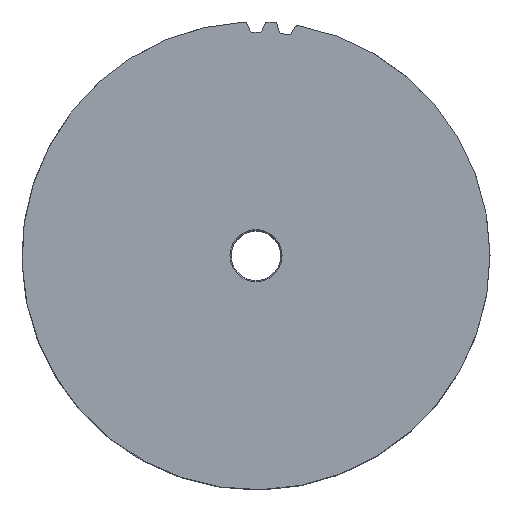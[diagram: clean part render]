
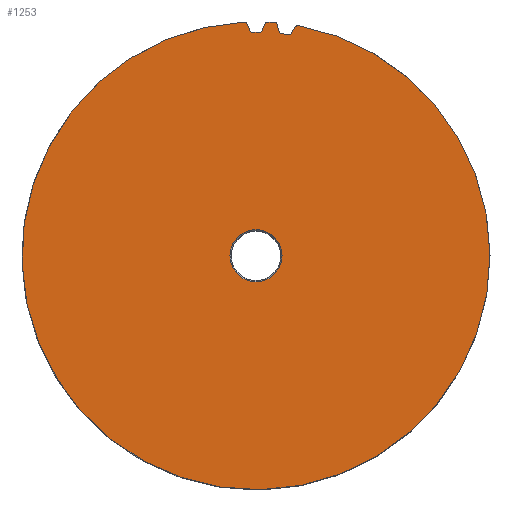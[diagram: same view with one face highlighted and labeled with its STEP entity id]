
A CAD part, top view. The second image highlights one B-rep face of the part: STEP entity #1253.
In plain terms, the highlighted planar face has unit normal (0, 0, 1).
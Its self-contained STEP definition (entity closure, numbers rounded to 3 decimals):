
#169=CARTESIAN_POINT('',(0.,0.,27.5));
#170=DIRECTION('',(0.,0.,1.));
#171=DIRECTION('',(-0.05,0.999,0.));
#172=AXIS2_PLACEMENT_3D('',#169,#170,#171);
#212=CARTESIAN_POINT('',(0.,0.,27.5));
#213=DIRECTION('',(0.,0.,1.));
#214=DIRECTION('',(0.081,0.997,0.));
#215=AXIS2_PLACEMENT_3D('',#212,#213,#214);
#408=CARTESIAN_POINT('',(8.18,72.225,27.5));
#409=DIRECTION('',(0.,0.,1.));
#410=DIRECTION('',(-0.954,-0.301,0.));
#411=AXIS2_PLACEMENT_3D('',#408,#409,#410);
#413=DIRECTION('',(0.991,-0.131,0.));
#414=VECTOR('',#413,2.636);
#415=CARTESIAN_POINT('',(8.101,71.63,27.5));
#416=LINE('',#415,#414);
#417=CARTESIAN_POINT('',(10.792,71.881,27.5));
#418=DIRECTION('',(0.,0.,1.));
#419=DIRECTION('',(-0.131,-0.991,0.));
#420=AXIS2_PLACEMENT_3D('',#417,#418,#419);
#422=DIRECTION('',(0.537,0.843,0.));
#423=VECTOR('',#422,2.756);
#424=CARTESIAN_POINT('',(11.299,71.559,27.5));
#425=LINE('',#424,#423);
#426=CARTESIAN_POINT('',(13.454,73.453,27.5));
#427=DIRECTION('',(0.,0.,1.));
#428=DIRECTION('',(0.18,0.984,0.));
#429=AXIS2_PLACEMENT_3D('',#426,#427,#428);
#431=CARTESIAN_POINT('',(-3.751,74.581,27.5));
#432=DIRECTION('',(0.,0.,1.));
#433=DIRECTION('',(0.906,0.423,0.));
#434=AXIS2_PLACEMENT_3D('',#431,#432,#433);
#436=DIRECTION('',(0.423,-0.906,0.));
#437=VECTOR('',#436,2.756);
#438=CARTESIAN_POINT('',(-3.026,74.919,27.5));
#439=LINE('',#438,#437);
#440=CARTESIAN_POINT('',(-1.318,72.675,27.5));
#441=DIRECTION('',(0.,0.,1.));
#442=DIRECTION('',(-0.906,-0.423,0.));
#443=AXIS2_PLACEMENT_3D('',#440,#441,#442);
#445=DIRECTION('',(1.,0.,0.));
#446=VECTOR('',#445,2.636);
#447=CARTESIAN_POINT('',(-1.318,72.075,27.5));
#448=LINE('',#447,#446);
#449=CARTESIAN_POINT('',(1.318,72.675,27.5));
#450=DIRECTION('',(0.,0.,1.));
#451=DIRECTION('',(0.,-1.,0.));
#452=AXIS2_PLACEMENT_3D('',#449,#450,#451);
#454=DIRECTION('',(0.423,0.906,0.));
#455=VECTOR('',#454,2.756);
#456=CARTESIAN_POINT('',(1.862,72.421,27.5));
#457=LINE('',#456,#455);
#458=CARTESIAN_POINT('',(3.751,74.581,27.5));
#459=DIRECTION('',(0.,0.,1.));
#460=DIRECTION('',(0.05,0.999,0.));
#461=AXIS2_PLACEMENT_3D('',#458,#459,#460);
#463=CARTESIAN_POINT('',(6.016,74.432,27.5));
#464=DIRECTION('',(0.,0.,1.));
#465=DIRECTION('',(0.954,0.301,0.));
#466=AXIS2_PLACEMENT_3D('',#463,#464,#465);
#468=DIRECTION('',(0.301,-0.954,0.));
#469=VECTOR('',#468,2.756);
#470=CARTESIAN_POINT('',(6.779,74.673,27.5));
#471=LINE('',#470,#469);
#548=CARTESIAN_POINT('',(0.,0.,27.5));
#549=DIRECTION('',(0.,0.,1.));
#550=DIRECTION('',(1.,0.,0.));
#551=AXIS2_PLACEMENT_3D('',#548,#549,#550);
#566=CARTESIAN_POINT('',(0.,0.,27.5));
#567=DIRECTION('',(0.,0.,1.));
#568=DIRECTION('',(-1.,0.,0.));
#569=AXIS2_PLACEMENT_3D('',#566,#567,#568);
#638=CARTESIAN_POINT('',(-1.862,72.421,27.5));
#639=CARTESIAN_POINT('',(-1.318,72.075,27.5));
#640=VERTEX_POINT('',#638);
#641=VERTEX_POINT('',#639);
#642=CARTESIAN_POINT('',(1.318,72.075,27.5));
#643=VERTEX_POINT('',#642);
#644=CARTESIAN_POINT('',(1.862,72.421,27.5));
#645=VERTEX_POINT('',#644);
#646=CARTESIAN_POINT('',(3.026,74.919,27.5));
#647=VERTEX_POINT('',#646);
#648=CARTESIAN_POINT('',(3.791,75.38,27.5));
#649=VERTEX_POINT('',#648);
#650=CARTESIAN_POINT('',(-3.026,74.919,27.5));
#651=CARTESIAN_POINT('',(-3.791,75.38,27.5));
#652=VERTEX_POINT('',#650);
#653=VERTEX_POINT('',#651);
#670=CARTESIAN_POINT('',(7.607,72.045,27.5));
#671=CARTESIAN_POINT('',(8.101,71.63,27.5));
#672=VERTEX_POINT('',#670);
#673=VERTEX_POINT('',#671);
#674=CARTESIAN_POINT('',(10.714,71.286,27.5));
#675=VERTEX_POINT('',#674);
#676=CARTESIAN_POINT('',(11.299,71.559,27.5));
#677=VERTEX_POINT('',#676);
#678=CARTESIAN_POINT('',(12.779,73.883,27.5));
#679=VERTEX_POINT('',#678);
#680=CARTESIAN_POINT('',(13.598,74.24,27.5));
#681=VERTEX_POINT('',#680);
#682=CARTESIAN_POINT('',(6.779,74.673,27.5));
#683=CARTESIAN_POINT('',(6.08,75.23,27.5));
#684=VERTEX_POINT('',#682);
#685=VERTEX_POINT('',#683);
#686=CARTESIAN_POINT('',(-8.4,0.,27.5));
#687=CARTESIAN_POINT('',(8.4,0.,27.5));
#688=VERTEX_POINT('',#686);
#689=VERTEX_POINT('',#687);
#1218=CARTESIAN_POINT('',(0.,0.,27.5));
#1219=DIRECTION('',(0.,0.,1.));
#1220=DIRECTION('',(1.,0.,0.));
#1221=AXIS2_PLACEMENT_3D('',#1218,#1219,#1220);
#1222=PLANE('',#1221);
#1223=ORIENTED_EDGE('',*,*,#811,.T.);
#1225=ORIENTED_EDGE('',*,*,#1224,.T.);
#1227=ORIENTED_EDGE('',*,*,#1226,.T.);
#1229=ORIENTED_EDGE('',*,*,#1228,.T.);
#1231=ORIENTED_EDGE('',*,*,#1230,.F.);
#1232=ORIENTED_EDGE('',*,*,#890,.F.);
#1233=ORIENTED_EDGE('',*,*,#1039,.F.);
#1234=ORIENTED_EDGE('',*,*,#1066,.T.);
#1235=ORIENTED_EDGE('',*,*,#1093,.T.);
#1236=ORIENTED_EDGE('',*,*,#1120,.T.);
#1237=ORIENTED_EDGE('',*,*,#1147,.T.);
#1238=ORIENTED_EDGE('',*,*,#1174,.T.);
#1239=ORIENTED_EDGE('',*,*,#1200,.F.);
#1240=ORIENTED_EDGE('',*,*,#942,.F.);
#1242=ORIENTED_EDGE('',*,*,#1241,.F.);
#1244=ORIENTED_EDGE('',*,*,#1243,.T.);
#1245=EDGE_LOOP('',(#1223,#1225,#1227,#1229,#1231,#1232,#1233,#1234,#1235,#1236,
#1237,#1238,#1239,#1240,#1242,#1244));
#1246=FACE_OUTER_BOUND('',#1245,.F.);
#1248=ORIENTED_EDGE('',*,*,#1247,.T.);
#1250=ORIENTED_EDGE('',*,*,#1249,.T.);
#1251=EDGE_LOOP('',(#1248,#1250));
#1252=FACE_BOUND('',#1251,.F.);
#173=CIRCLE('',#172,75.475);
#216=CIRCLE('',#215,75.475);
#412=CIRCLE('',#411,0.6);
#421=CIRCLE('',#420,0.6);
#430=CIRCLE('',#429,0.8);
#435=CIRCLE('',#434,0.8);
#444=CIRCLE('',#443,0.6);
#453=CIRCLE('',#452,0.6);
#462=CIRCLE('',#461,0.8);
#467=CIRCLE('',#466,0.8);
#552=CIRCLE('',#551,8.4);
#570=CIRCLE('',#569,8.4);
#811=EDGE_CURVE('',#672,#673,#412,.T.);
#890=EDGE_CURVE('',#653,#681,#173,.T.);
#942=EDGE_CURVE('',#685,#649,#216,.T.);
#1039=EDGE_CURVE('',#652,#653,#435,.T.);
#1066=EDGE_CURVE('',#652,#640,#439,.T.);
#1093=EDGE_CURVE('',#640,#641,#444,.T.);
#1120=EDGE_CURVE('',#641,#643,#448,.T.);
#1147=EDGE_CURVE('',#643,#645,#453,.T.);
#1174=EDGE_CURVE('',#645,#647,#457,.T.);
#1200=EDGE_CURVE('',#649,#647,#462,.T.);
#1224=EDGE_CURVE('',#673,#675,#416,.T.);
#1226=EDGE_CURVE('',#675,#677,#421,.T.);
#1228=EDGE_CURVE('',#677,#679,#425,.T.);
#1230=EDGE_CURVE('',#681,#679,#430,.T.);
#1241=EDGE_CURVE('',#684,#685,#467,.T.);
#1243=EDGE_CURVE('',#684,#672,#471,.T.);
#1247=EDGE_CURVE('',#689,#688,#552,.T.);
#1249=EDGE_CURVE('',#688,#689,#570,.T.);
#1253=ADVANCED_FACE('',(#1246,#1252),#1222,.T.);
